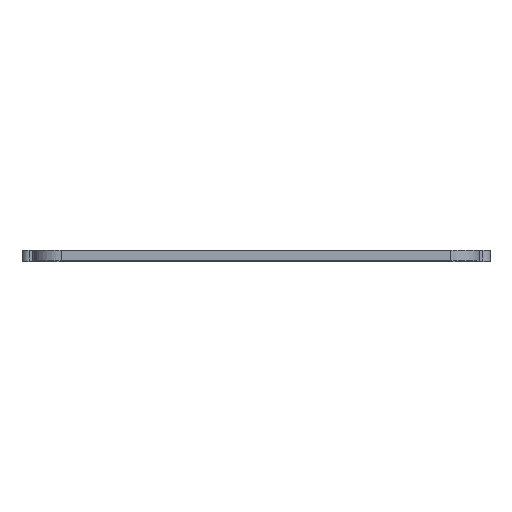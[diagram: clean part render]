
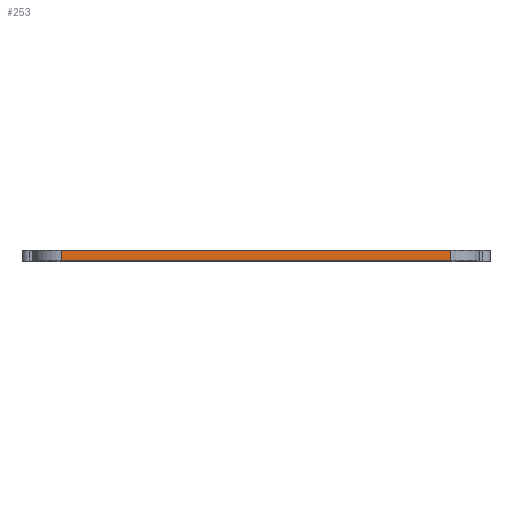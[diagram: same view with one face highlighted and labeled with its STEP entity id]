
A CAD part, top view. The second image highlights one B-rep face of the part: STEP entity #253.
In plain terms, the highlighted planar face has unit normal (0, 0, 1).
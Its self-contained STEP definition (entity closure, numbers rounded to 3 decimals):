
#209 = VECTOR ( 'NONE', #1926, 1000. ) ;
#213 = EDGE_CURVE ( 'NONE', #2883, #3422, #1851, .T. ) ;
#253 = ADVANCED_FACE ( 'NONE', ( #2982 ), #1791, .F. ) ;
#400 = VERTEX_POINT ( 'NONE', #2842 ) ;
#452 = CARTESIAN_POINT ( 'NONE',  ( 54.5, 0., 62.5 ) ) ;
#467 = CARTESIAN_POINT ( 'NONE',  ( -54.5, 3., 62.5 ) ) ;
#487 = LINE ( 'NONE', #467, #209 ) ;
#549 = ORIENTED_EDGE ( 'NONE', *, *, #3207, .F. ) ;
#655 = DIRECTION ( 'NONE',  ( 0., 0., -1. ) ) ;
#693 = DIRECTION ( 'NONE',  ( 1., 0., 0. ) ) ;
#760 = CARTESIAN_POINT ( 'NONE',  ( 54.5, 3., 62.5 ) ) ;
#918 = VERTEX_POINT ( 'NONE', #1939 ) ;
#953 = ORIENTED_EDGE ( 'NONE', *, *, #213, .F. ) ;
#1276 = ORIENTED_EDGE ( 'NONE', *, *, #1695, .T. ) ;
#1344 = CARTESIAN_POINT ( 'NONE',  ( 0., 3., 62.5 ) ) ;
#1695 = EDGE_CURVE ( 'NONE', #400, #3422, #1745, .T. ) ;
#1745 = LINE ( 'NONE', #3795, #3360 ) ;
#1791 = PLANE ( 'NONE',  #3873 ) ;
#1851 = LINE ( 'NONE', #3644, #3190 ) ;
#1926 = DIRECTION ( 'NONE',  ( 0., -1., 0. ) ) ;
#1939 = CARTESIAN_POINT ( 'NONE',  ( -54.5, 3., 62.5 ) ) ;
#2046 = ORIENTED_EDGE ( 'NONE', *, *, #2457, .T. ) ;
#2457 = EDGE_CURVE ( 'NONE', #918, #400, #487, .T. ) ;
#2650 = EDGE_LOOP ( 'NONE', ( #1276, #953, #549, #2046 ) ) ;
#2819 = LINE ( 'NONE', #1344, #3871 ) ;
#2842 = CARTESIAN_POINT ( 'NONE',  ( -54.5, 0., 62.5 ) ) ;
#2883 = VERTEX_POINT ( 'NONE', #760 ) ;
#2982 = FACE_OUTER_BOUND ( 'NONE', #2650, .T. ) ;
#3021 = DIRECTION ( 'NONE',  ( -1., 0., 0. ) ) ;
#3190 = VECTOR ( 'NONE', #3587, 1000. ) ;
#3207 = EDGE_CURVE ( 'NONE', #918, #2883, #2819, .T. ) ;
#3348 = CARTESIAN_POINT ( 'NONE',  ( 0., 3., 62.5 ) ) ;
#3360 = VECTOR ( 'NONE', #3578, 1000. ) ;
#3422 = VERTEX_POINT ( 'NONE', #452 ) ;
#3578 = DIRECTION ( 'NONE',  ( 1., 0., 0. ) ) ;
#3587 = DIRECTION ( 'NONE',  ( 0., -1., 0. ) ) ;
#3644 = CARTESIAN_POINT ( 'NONE',  ( 54.5, 3., 62.5 ) ) ;
#3795 = CARTESIAN_POINT ( 'NONE',  ( 0., 0., 62.5 ) ) ;
#3871 = VECTOR ( 'NONE', #693, 1000. ) ;
#3873 = AXIS2_PLACEMENT_3D ( 'NONE', #3348, #655, #3021 ) ;
